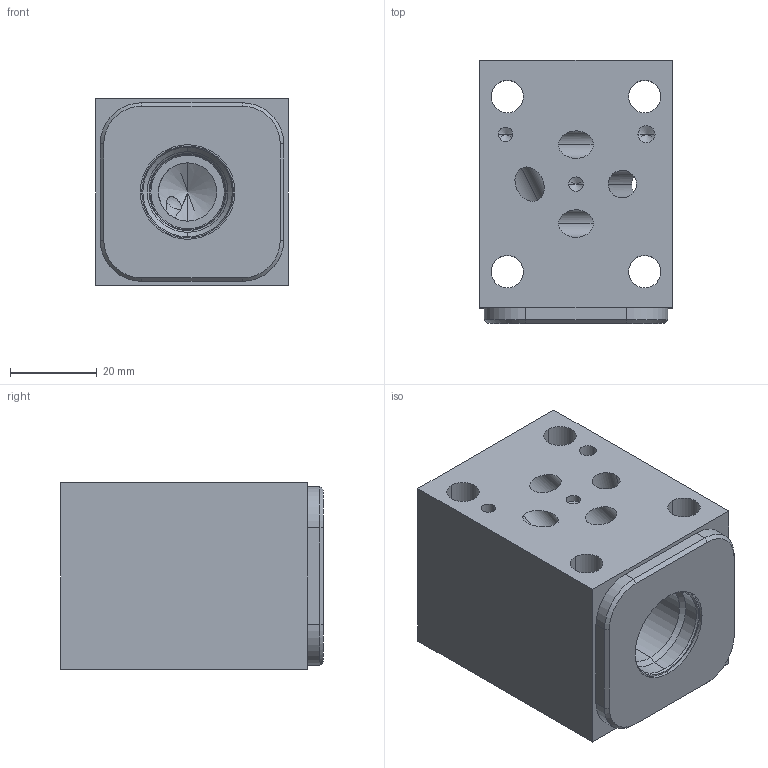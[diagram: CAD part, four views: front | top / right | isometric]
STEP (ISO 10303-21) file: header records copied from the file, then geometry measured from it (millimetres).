
FILE_DESCRIPTION((''),'2;1');
FILE_NAME('Z4C_ASM','2020-02-20T',('ProEService'),(''),'PRO/ENGINEER BY PARAMETRIC TECHNOLOGY CORPORATION, 2014200','PRO/ENGINEER BY PARAMETRIC TECHNOLOGY CORPORATION, 2014200','');
FILE_SCHEMA(('CONFIG_CONTROL_DESIGN'));
Length unit declared in the file: inch
Products named in the file (5): 153-876; 500-001-012; 700-002; 811-001-006; Z4C_ASM
Assembly tree (4 placements, depth 2):
  Z4C_ASM
    153-876
    500-001-012
    700-002
    811-001-006
Bounding box: 44.45 x 60.73 x 43.18 mm (x, y, z)
Volume: 89767.6 mm3; surface area: 24384.1 mm2
Topology: 1 solids, 1 shells, 99 faces, 523 edges, 536 vertices
Faces by surface type: cylinder 50, cone 26, plane 17, sphere 4, torus 2
Entity records: 5731 total; most frequent: CARTESIAN_POINT 1837, DIRECTION 797, ORIENTED_EDGE 464, VECTOR 383, LINE 383, TRIMMED_CURVE 277, COMPOSITE_CURVE_SEGMENT 246, EDGE_CURVE 232
